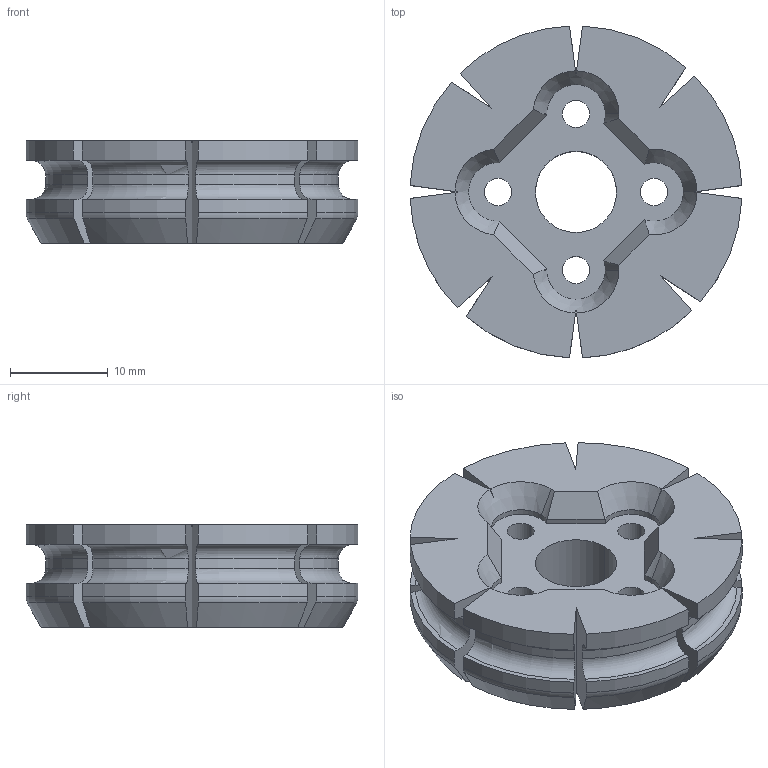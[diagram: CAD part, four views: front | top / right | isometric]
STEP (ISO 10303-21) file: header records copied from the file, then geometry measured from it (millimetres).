
FILE_DESCRIPTION(/* description */ ('STEP AP214'),/* implementation_level */ '2;1');
FILE_NAME(/* name */ '12-motor-pulley-30.step',/* time_stamp */ '2025-05-03T11:55:30+02:00',/* author */ (''),/* organization */ (''),/* preprocessor_version */ 'ST-DEVELOPER v20.1',/* originating_system */ 'Autodesk Translation Framework v14.4.0.0',/* authorisation */ '');
FILE_SCHEMA (('AUTOMOTIVE_DESIGN { 1 0 10303 214 3 1 1 }'));
Length unit declared in the file: millimetre
Products named in the file (1): 12-motor-pulley-30
Bounding box: 33.97 x 33.97 x 10.5 mm (x, y, z)
Volume: 6930.5 mm3; surface area: 4009.8 mm2
Topology: 1 solids, 1 shells, 130 faces, 370 edges, 242 vertices
Faces by surface type: plane 46, cylinder 43, torus 24, cone 17
Entity records: 4706 total; most frequent: CARTESIAN_POINT 1309, ORIENTED_EDGE 740, DIRECTION 678, EDGE_CURVE 370, AXIS2_PLACEMENT_3D 259, VERTEX_POINT 242, VECTOR 160, LINE 160
